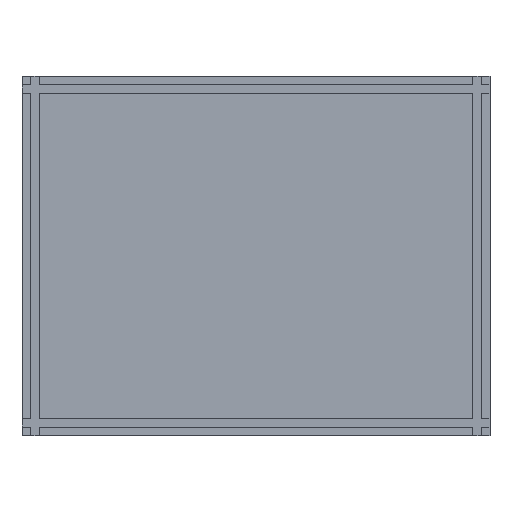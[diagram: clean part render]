
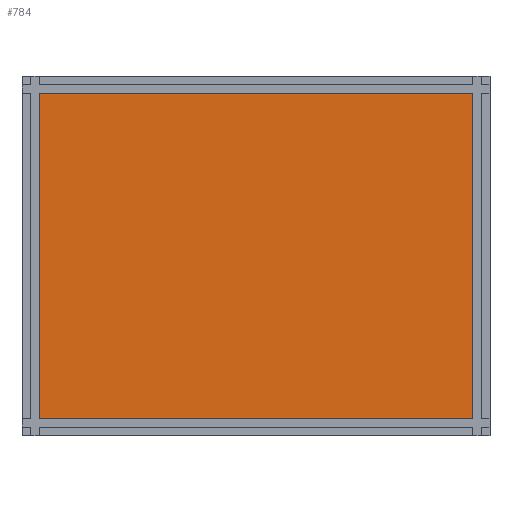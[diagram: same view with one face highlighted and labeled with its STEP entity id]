
A CAD part, front view. The second image highlights one B-rep face of the part: STEP entity #784.
In plain terms, the highlighted planar face has unit normal (0, -1, 0).
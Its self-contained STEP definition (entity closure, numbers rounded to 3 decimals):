
#54=FACE_OUTER_BOUND('',#94,.T.);
#94=EDGE_LOOP('',(#703,#704,#705,#706));
#95=LINE('',#1030,#203);
#99=LINE('',#1038,#207);
#102=LINE('',#1044,#210);
#105=LINE('',#1049,#213);
#203=VECTOR('',#842,10.);
#207=VECTOR('',#848,10.);
#210=VECTOR('',#853,10.);
#213=VECTOR('',#858,10.);
#311=VERTEX_POINT('',#1028);
#312=VERTEX_POINT('',#1029);
#315=VERTEX_POINT('',#1037);
#317=VERTEX_POINT('',#1043);
#383=EDGE_CURVE('',#311,#312,#95,.T.);
#387=EDGE_CURVE('',#315,#311,#99,.T.);
#390=EDGE_CURVE('',#317,#315,#102,.T.);
#393=EDGE_CURVE('',#312,#317,#105,.T.);
#703=ORIENTED_EDGE('',*,*,#383,.T.);
#704=ORIENTED_EDGE('',*,*,#393,.T.);
#705=ORIENTED_EDGE('',*,*,#390,.T.);
#706=ORIENTED_EDGE('',*,*,#387,.T.);
#745=PLANE('',#837);
#784=ADVANCED_FACE('',(#54),#745,.F.);
#837=AXIS2_PLACEMENT_3D('',#1245,#1024,#1025);
#842=DIRECTION('',(-1.,0.,0.));
#848=DIRECTION('',(0.,0.,1.));
#853=DIRECTION('',(1.,0.,0.));
#858=DIRECTION('',(0.,0.,-1.));
#1024=DIRECTION('center_axis',(0.,1.,0.));
#1025=DIRECTION('ref_axis',(1.,0.,0.));
#1028=CARTESIAN_POINT('',(400.,0.,300.));
#1029=CARTESIAN_POINT('',(0.,0.,300.));
#1030=CARTESIAN_POINT('',(300.,0.,300.));
#1037=CARTESIAN_POINT('',(400.,0.,0.));
#1038=CARTESIAN_POINT('',(400.,0.,75.));
#1043=CARTESIAN_POINT('',(0.,0.,0.));
#1044=CARTESIAN_POINT('',(100.,0.,0.));
#1049=CARTESIAN_POINT('',(0.,0.,225.));
#1245=CARTESIAN_POINT('Origin',(200.,0.,150.));
